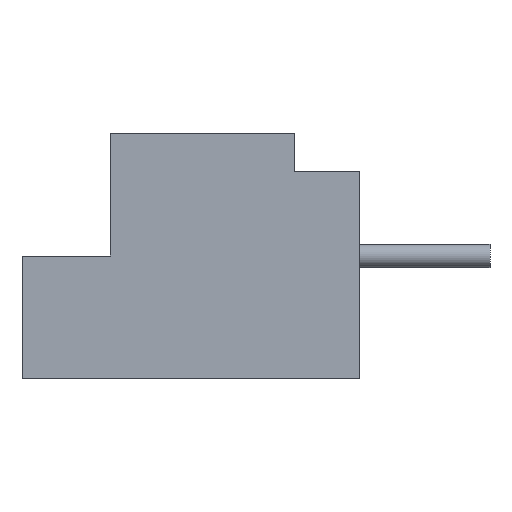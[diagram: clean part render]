
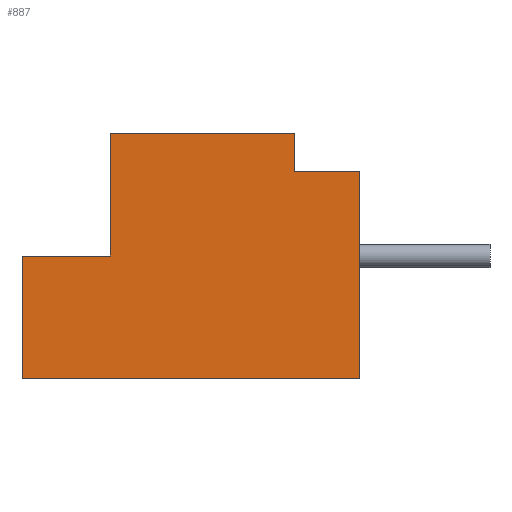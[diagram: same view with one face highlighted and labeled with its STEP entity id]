
A CAD part, left-side view. The second image highlights one B-rep face of the part: STEP entity #887.
In plain terms, the highlighted planar face has unit normal (-1, 0, 0).
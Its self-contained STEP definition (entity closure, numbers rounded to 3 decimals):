
#16 = VERTEX_POINT ( 'NONE', #389 ) ;
#132 = VERTEX_POINT ( 'NONE', #1035 ) ;
#133 = EDGE_CURVE ( 'NONE', #132, #16, #1034, .T. ) ;
#389 = CARTESIAN_POINT ( 'NONE',  ( -16.25, 1.7, 3.2 ) ) ;
#663 = EDGE_CURVE ( 'NONE', #877, #974, #2004, .T. ) ;
#819 = ORIENTED_EDGE ( 'NONE', *, *, #821, .T. ) ;
#821 = EDGE_CURVE ( 'NONE', #877, #16, #2512, .T. ) ;
#827 = ORIENTED_EDGE ( 'NONE', *, *, #663, .F. ) ;
#834 = ORIENTED_EDGE ( 'NONE', *, *, #847, .T. ) ;
#844 = ORIENTED_EDGE ( 'NONE', *, *, #845, .T. ) ;
#845 = EDGE_CURVE ( 'NONE', #848, #4893, #2591, .T. ) ;
#846 = ORIENTED_EDGE ( 'NONE', *, *, #133, .F. ) ;
#847 = EDGE_CURVE ( 'NONE', #132, #848, #2587, .T. ) ;
#848 = VERTEX_POINT ( 'NONE', #2583 ) ;
#849 = ORIENTED_EDGE ( 'NONE', *, *, #978, .F. ) ;
#877 = VERTEX_POINT ( 'NONE', #2645 ) ;
#887 = ADVANCED_FACE ( 'NONE', ( #2692 ), #2676, .F. ) ;
#888 = EDGE_LOOP ( 'NONE', ( #827, #819, #846, #834, #844, #918, #916, #849 ) ) ;
#916 = ORIENTED_EDGE ( 'NONE', *, *, #917, .T. ) ;
#917 = EDGE_CURVE ( 'NONE', #4873, #961, #2811, .T. ) ;
#918 = ORIENTED_EDGE ( 'NONE', *, *, #4897, .T. ) ;
#961 = VERTEX_POINT ( 'NONE', #2959 ) ;
#974 = VERTEX_POINT ( 'NONE', #3052 ) ;
#978 = EDGE_CURVE ( 'NONE', #974, #961, #3035, .T. ) ;
#1031 = DIRECTION ( 'NONE',  ( 0., -1., 0. ) ) ;
#1032 = VECTOR ( 'NONE', #1031, 1000. ) ;
#1033 = CARTESIAN_POINT ( 'NONE',  ( -16.25, 8.8, 3.2 ) ) ;
#1034 = LINE ( 'NONE', #1033, #1032 ) ;
#1035 = CARTESIAN_POINT ( 'NONE',  ( -16.25, 6.5, 3.2 ) ) ;
#2001 = DIRECTION ( 'NONE',  ( 0., -1., 0. ) ) ;
#2002 = VECTOR ( 'NONE', #2001, 1000. ) ;
#2003 = CARTESIAN_POINT ( 'NONE',  ( -16.25, 1.7, 2.2 ) ) ;
#2004 = LINE ( 'NONE', #2003, #2002 ) ;
#2509 = DIRECTION ( 'NONE',  ( 0., 0., 1. ) ) ;
#2510 = VECTOR ( 'NONE', #2509, 1000. ) ;
#2511 = CARTESIAN_POINT ( 'NONE',  ( -16.25, 1.7, 2.2 ) ) ;
#2512 = LINE ( 'NONE', #2511, #2510 ) ;
#2583 = CARTESIAN_POINT ( 'NONE',  ( -16.25, 6.5, 0. ) ) ;
#2584 = DIRECTION ( 'NONE',  ( 0., 0., -1. ) ) ;
#2585 = VECTOR ( 'NONE', #2584, 1000. ) ;
#2586 = CARTESIAN_POINT ( 'NONE',  ( -16.25, 6.5, 3.2 ) ) ;
#2587 = LINE ( 'NONE', #2586, #2585 ) ;
#2588 = DIRECTION ( 'NONE',  ( 0., 1., 0. ) ) ;
#2589 = VECTOR ( 'NONE', #2588, 1000. ) ;
#2590 = CARTESIAN_POINT ( 'NONE',  ( -16.25, 8.8, 0. ) ) ;
#2591 = LINE ( 'NONE', #2590, #2589 ) ;
#2645 = CARTESIAN_POINT ( 'NONE',  ( -16.25, 1.7, 2.2 ) ) ;
#2671 = DIRECTION ( 'NONE',  ( 0., 1., 0. ) ) ;
#2672 = DIRECTION ( 'NONE',  ( 1., 0., 0. ) ) ;
#2673 = CARTESIAN_POINT ( 'NONE',  ( -16.25, 8.8, 3.2 ) ) ;
#2674 = AXIS2_PLACEMENT_3D ( 'NONE', #2673, #2672, #2671 ) ;
#2676 = PLANE ( 'NONE',  #2674 ) ;
#2692 = FACE_OUTER_BOUND ( 'NONE', #888, .T. ) ;
#2802 = DIRECTION ( 'NONE',  ( 0., -1., 0. ) ) ;
#2804 = VECTOR ( 'NONE', #2802, 1000. ) ;
#2807 = CARTESIAN_POINT ( 'NONE',  ( -16.25, 8.8, -3.2 ) ) ;
#2811 = LINE ( 'NONE', #2807, #2804 ) ;
#2959 = CARTESIAN_POINT ( 'NONE',  ( -16.25, 0., -3.2 ) ) ;
#3030 = DIRECTION ( 'NONE',  ( 0., 0., -1. ) ) ;
#3031 = VECTOR ( 'NONE', #3030, 1000. ) ;
#3032 = CARTESIAN_POINT ( 'NONE',  ( -16.25, 0., 3.2 ) ) ;
#3035 = LINE ( 'NONE', #3032, #3031 ) ;
#3052 = CARTESIAN_POINT ( 'NONE',  ( -16.25, 0., 2.2 ) ) ;
#4401 = CARTESIAN_POINT ( 'NONE',  ( -16.25, 8.8, -3.2 ) ) ;
#4443 = DIRECTION ( 'NONE',  ( 0., 0., -1. ) ) ;
#4444 = VECTOR ( 'NONE', #4443, 1000. ) ;
#4445 = CARTESIAN_POINT ( 'NONE',  ( -16.25, 8.8, 3.2 ) ) ;
#4446 = LINE ( 'NONE', #4445, #4444 ) ;
#4451 = CARTESIAN_POINT ( 'NONE',  ( -16.25, 8.8, 0. ) ) ;
#4873 = VERTEX_POINT ( 'NONE', #4401 ) ;
#4893 = VERTEX_POINT ( 'NONE', #4451 ) ;
#4897 = EDGE_CURVE ( 'NONE', #4893, #4873, #4446, .T. ) ;
